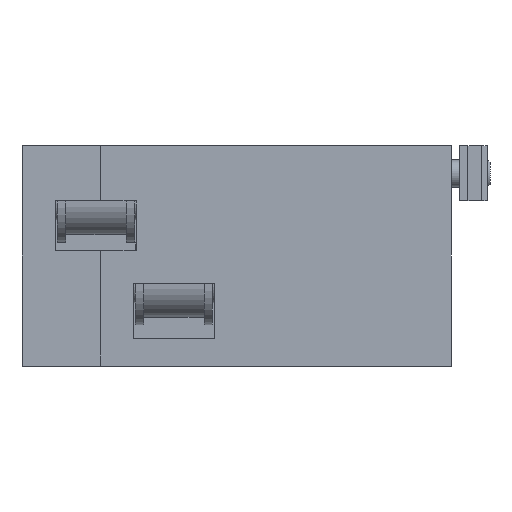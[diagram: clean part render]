
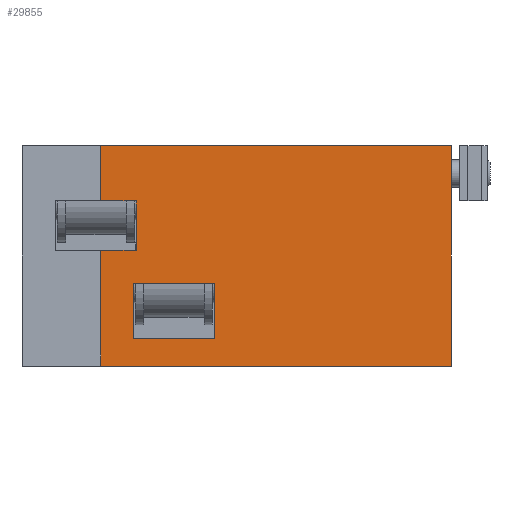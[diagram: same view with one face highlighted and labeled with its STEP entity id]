
A CAD part, left-side view. The second image highlights one B-rep face of the part: STEP entity #29855.
In plain terms, the highlighted planar face has unit normal (-1, 0, 0).
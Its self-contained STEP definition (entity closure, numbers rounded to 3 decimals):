
#176 = DIRECTION ( 'NONE',  ( 0., 0., -1. ) ) ;
#306 = PLANE ( 'NONE',  #24909 ) ;
#323 = EDGE_CURVE ( 'NONE', #29333, #13083, #2854, .T. ) ;
#475 = DIRECTION ( 'NONE',  ( 0., 1., 0. ) ) ;
#494 = VERTEX_POINT ( 'NONE', #31667 ) ;
#996 = CARTESIAN_POINT ( 'NONE',  ( 0., 57.75, 15. ) ) ;
#1163 = CARTESIAN_POINT ( 'NONE',  ( 0., 43., 5. ) ) ;
#1308 = DIRECTION ( 'NONE',  ( 0., 0., 1. ) ) ;
#1322 = LINE ( 'NONE', #12315, #27599 ) ;
#1333 = ORIENTED_EDGE ( 'NONE', *, *, #24922, .T. ) ;
#2669 = CARTESIAN_POINT ( 'NONE',  ( 0., 63.75, 0. ) ) ;
#2854 = LINE ( 'NONE', #32761, #24628 ) ;
#3268 = DIRECTION ( 'NONE',  ( 0., 0., -1. ) ) ;
#3586 = ORIENTED_EDGE ( 'NONE', *, *, #27465, .T. ) ;
#4011 = VECTOR ( 'NONE', #13869, 1000. ) ;
#4051 = LINE ( 'NONE', #33963, #27196 ) ;
#4618 = VERTEX_POINT ( 'NONE', #996 ) ;
#5199 = CARTESIAN_POINT ( 'NONE',  ( 0., 43., 15. ) ) ;
#5805 = CARTESIAN_POINT ( 'NONE',  ( 0., 0., 40. ) ) ;
#6060 = CARTESIAN_POINT ( 'NONE',  ( 0., 0., 40. ) ) ;
#6160 = FACE_OUTER_BOUND ( 'NONE', #18638, .T. ) ;
#6865 = CARTESIAN_POINT ( 'NONE',  ( 0., 0., 0. ) ) ;
#7044 = LINE ( 'NONE', #15539, #20376 ) ;
#7481 = CARTESIAN_POINT ( 'NONE',  ( 0., 43., 5. ) ) ;
#7564 = CARTESIAN_POINT ( 'NONE',  ( 0., 63.75, 40. ) ) ;
#8016 = DIRECTION ( 'NONE',  ( 0., 0., -1. ) ) ;
#8055 = ORIENTED_EDGE ( 'NONE', *, *, #34126, .T. ) ;
#8377 = CARTESIAN_POINT ( 'NONE',  ( 0., 43., 15. ) ) ;
#8501 = LINE ( 'NONE', #32384, #12537 ) ;
#9301 = LINE ( 'NONE', #11258, #28422 ) ;
#10749 = ORIENTED_EDGE ( 'NONE', *, *, #10974, .T. ) ;
#10974 = EDGE_CURVE ( 'NONE', #30187, #494, #13160, .T. ) ;
#11173 = VERTEX_POINT ( 'NONE', #6060 ) ;
#11258 = CARTESIAN_POINT ( 'NONE',  ( 0., 57.75, 5. ) ) ;
#11995 = LINE ( 'NONE', #1163, #30622 ) ;
#12315 = CARTESIAN_POINT ( 'NONE',  ( 0., 57.3, 21. ) ) ;
#12537 = VECTOR ( 'NONE', #176, 1000. ) ;
#13083 = VERTEX_POINT ( 'NONE', #14024 ) ;
#13160 = LINE ( 'NONE', #7481, #16266 ) ;
#13869 = DIRECTION ( 'NONE',  ( 0., -1., 0. ) ) ;
#14024 = CARTESIAN_POINT ( 'NONE',  ( 0., 57.3, 30. ) ) ;
#14042 = EDGE_CURVE ( 'NONE', #494, #14249, #11995, .T. ) ;
#14127 = DIRECTION ( 'NONE',  ( 0., 0., 1. ) ) ;
#14249 = VERTEX_POINT ( 'NONE', #19208 ) ;
#14470 = EDGE_CURVE ( 'NONE', #11173, #19654, #24717, .T. ) ;
#14987 = ORIENTED_EDGE ( 'NONE', *, *, #14042, .T. ) ;
#15539 = CARTESIAN_POINT ( 'NONE',  ( 0., 0., 0. ) ) ;
#16081 = ORIENTED_EDGE ( 'NONE', *, *, #22950, .T. ) ;
#16266 = VECTOR ( 'NONE', #8016, 1000. ) ;
#16359 = EDGE_LOOP ( 'NONE', ( #10749, #14987, #8055, #16081 ) ) ;
#17614 = DIRECTION ( 'NONE',  ( 0., 0., -1. ) ) ;
#17850 = DIRECTION ( 'NONE',  ( 0., 1., 0. ) ) ;
#18044 = CARTESIAN_POINT ( 'NONE',  ( 0., 63.75, 21. ) ) ;
#18632 = VECTOR ( 'NONE', #3268, 1000. ) ;
#18638 = EDGE_LOOP ( 'NONE', ( #22209, #3586, #26943, #29743, #23188, #1333, #31793, #32086 ) ) ;
#18998 = VERTEX_POINT ( 'NONE', #34037 ) ;
#19057 = VERTEX_POINT ( 'NONE', #2669 ) ;
#19208 = CARTESIAN_POINT ( 'NONE',  ( 0., 57.75, 5. ) ) ;
#19400 = VERTEX_POINT ( 'NONE', #18044 ) ;
#19654 = VERTEX_POINT ( 'NONE', #6865 ) ;
#20155 = EDGE_CURVE ( 'NONE', #13083, #18998, #1322, .T. ) ;
#20376 = VECTOR ( 'NONE', #17850, 1000. ) ;
#21511 = VECTOR ( 'NONE', #24594, 1000. ) ;
#22083 = EDGE_CURVE ( 'NONE', #19654, #19057, #7044, .T. ) ;
#22209 = ORIENTED_EDGE ( 'NONE', *, *, #29839, .T. ) ;
#22273 = CARTESIAN_POINT ( 'NONE',  ( 0., 72.05, 21. ) ) ;
#22832 = DIRECTION ( 'NONE',  ( 0., 1., 0. ) ) ;
#22950 = EDGE_CURVE ( 'NONE', #4618, #30187, #24855, .T. ) ;
#23188 = ORIENTED_EDGE ( 'NONE', *, *, #24142, .T. ) ;
#23271 = LINE ( 'NONE', #27892, #32306 ) ;
#24107 = DIRECTION ( 'NONE',  ( 0., -1., 0. ) ) ;
#24142 = EDGE_CURVE ( 'NONE', #11173, #27762, #4051, .T. ) ;
#24594 = DIRECTION ( 'NONE',  ( 0., 1., 0. ) ) ;
#24628 = VECTOR ( 'NONE', #24107, 1000. ) ;
#24717 = LINE ( 'NONE', #27531, #18632 ) ;
#24855 = LINE ( 'NONE', #8377, #4011 ) ;
#24909 = AXIS2_PLACEMENT_3D ( 'NONE', #5805, #29706, #14127 ) ;
#24922 = EDGE_CURVE ( 'NONE', #27762, #29333, #23271, .T. ) ;
#26231 = CARTESIAN_POINT ( 'NONE',  ( 0., 63.75, 30. ) ) ;
#26943 = ORIENTED_EDGE ( 'NONE', *, *, #22083, .F. ) ;
#27196 = VECTOR ( 'NONE', #22832, 1000. ) ;
#27465 = EDGE_CURVE ( 'NONE', #19400, #19057, #8501, .T. ) ;
#27531 = CARTESIAN_POINT ( 'NONE',  ( 0., 0., 40. ) ) ;
#27575 = FACE_BOUND ( 'NONE', #16359, .T. ) ;
#27599 = VECTOR ( 'NONE', #31079, 1000. ) ;
#27762 = VERTEX_POINT ( 'NONE', #7564 ) ;
#27892 = CARTESIAN_POINT ( 'NONE',  ( 0., 63.75, 40. ) ) ;
#28422 = VECTOR ( 'NONE', #1308, 1000. ) ;
#29333 = VERTEX_POINT ( 'NONE', #26231 ) ;
#29706 = DIRECTION ( 'NONE',  ( -1., 0., 0. ) ) ;
#29743 = ORIENTED_EDGE ( 'NONE', *, *, #14470, .F. ) ;
#29839 = EDGE_CURVE ( 'NONE', #18998, #19400, #32352, .T. ) ;
#29855 = ADVANCED_FACE ( 'NONE', ( #27575, #6160 ), #306, .T. ) ;
#30187 = VERTEX_POINT ( 'NONE', #5199 ) ;
#30622 = VECTOR ( 'NONE', #475, 1000. ) ;
#31079 = DIRECTION ( 'NONE',  ( 0., 0., -1. ) ) ;
#31667 = CARTESIAN_POINT ( 'NONE',  ( 0., 43., 5. ) ) ;
#31793 = ORIENTED_EDGE ( 'NONE', *, *, #323, .T. ) ;
#32086 = ORIENTED_EDGE ( 'NONE', *, *, #20155, .T. ) ;
#32306 = VECTOR ( 'NONE', #17614, 1000. ) ;
#32352 = LINE ( 'NONE', #22273, #21511 ) ;
#32384 = CARTESIAN_POINT ( 'NONE',  ( 0., 63.75, 40. ) ) ;
#32761 = CARTESIAN_POINT ( 'NONE',  ( 0., 72.05, 30. ) ) ;
#33963 = CARTESIAN_POINT ( 'NONE',  ( 0., 0., 40. ) ) ;
#34037 = CARTESIAN_POINT ( 'NONE',  ( 0., 57.3, 21. ) ) ;
#34126 = EDGE_CURVE ( 'NONE', #14249, #4618, #9301, .T. ) ;
